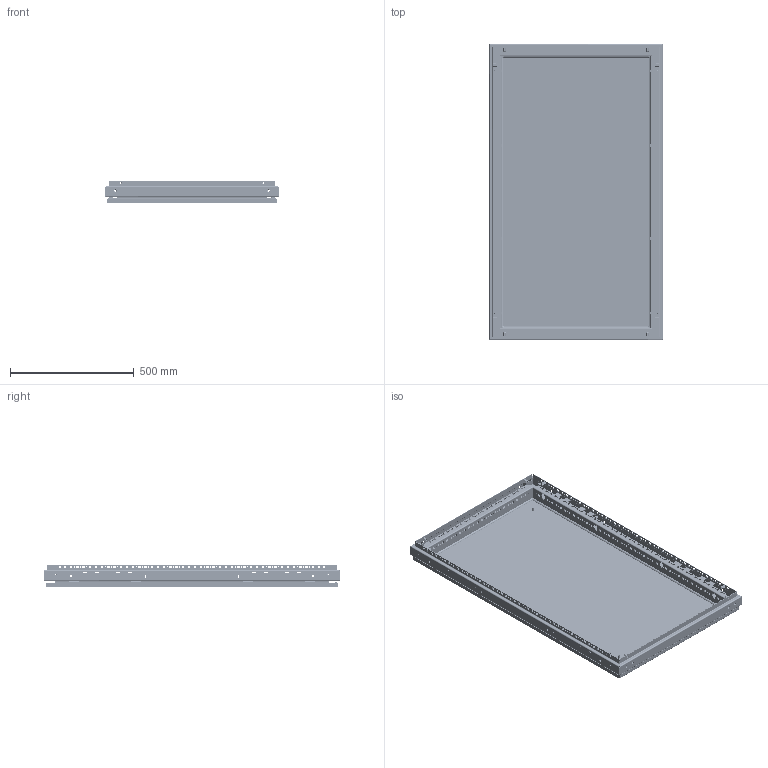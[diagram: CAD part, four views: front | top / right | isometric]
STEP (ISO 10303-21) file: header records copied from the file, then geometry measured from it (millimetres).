
FILE_DESCRIPTION (( 'STEP AP214' ), '1' );
FILE_NAME ('Ñâàðíàÿ ðàìà ñ çàäíåé ïàíåëüþ W700H1200.STEP', '2024-08-14T09:46:06', ( '' ), ( '' ), 'SwSTEP 2.0', 'SolidWorks 2021', '' );
FILE_SCHEMA (( 'AUTOMOTIVE_DESIGN' ));
Length unit declared in the file: millimetre
Products named in the file (19): Áîêîâîé ïðîôèëü1 H1200; Ãàéêà êëåòüåâàÿ DIN 88109-Ì6-(1,7-2,5)-Zn ; Áîêîâîé ïðîôèëü H1200; Ãîðèçîíòàëüíûé ïðîôèëü W700; Çàäíÿÿ ïàíåëü ÑÁ W700H1200; Çàäíÿÿ ïàíåëü W700H1200; Ãîðèçîíòàëüíûé ïðîôèëü1 W700; Áîáûøêà; Ãàñêåòèíã çàäíåé ïàíåëè W700H1200; Áîêîâîé ïðîôèëü2 H1200; Ãîðèçîíòàëüíûé ïðîôèëü2 W700; Çàêëåïêà ðåçüáîâàÿ Ì8 øåñòèãðàííàÿ ñ óìåíüøåííûì áîðòîì; Ñâàðíàÿ ðàìà W700H1200; Âèíò Ì6õ16 ìåáåëüíûé; Çàêëåïêà ðåçüáîâàÿ Ì6 øåñòèãðàííàÿ ñ óìåíüøåííûì áîðòîì; 600.000; Ñâàðíàÿ ðàìà ñ çàäíåé ïàíåëüþ W700H1200; Øïèëüêà ïðèâàðíàÿ Ì6õ16; Êðåïëåíèå çàäíåé ïàíåëè
Assembly tree (92 placements, depth 4):
  Ñâàðíàÿ ðàìà ñ çàäíåé ïàíåëüþ W700H1200
    Ñâàðíàÿ ðàìà W700H1200
      Ãîðèçîíòàëüíûé ïðîôèëü W700  x2
        Ãîðèçîíòàëüíûé ïðîôèëü1 W700
        Ãîðèçîíòàëüíûé ïðîôèëü2 W700
        600.000
        Áîáûøêà
      Áîêîâîé ïðîôèëü H1200  x2
        Áîêîâîé ïðîôèëü1 H1200
        Áîêîâîé ïðîôèëü2 H1200
      Çàêëåïêà ðåçüáîâàÿ Ì8 øåñòèãðàííàÿ ñ óìåíüøåííûì áîðòîì  x8
      Çàêëåïêà ðåçüáîâàÿ Ì6 øåñòèãðàííàÿ ñ óìåíüøåííûì áîðòîì  x26
    Çàäíÿÿ ïàíåëü ÑÁ W700H1200
      Çàäíÿÿ ïàíåëü W700H1200
      Ãàñêåòèíã çàäíåé ïàíåëè W700H1200
      Øïèëüêà ïðèâàðíàÿ Ì6õ16  x2
    Êðåïëåíèå çàäíåé ïàíåëè  x8
    Âèíò Ì6õ16 ìåáåëüíûé  x24
    Ãàéêà êëåòüåâàÿ DIN 88109-Ì6-(1,7-2,5)-Zn   x8
Bounding box: 701.2 x 1196 x 90.9 mm (x, y, z)
Volume: 3203550.6 mm3; surface area: 3622829.7 mm2
Topology: 94 solids, 94 shells, 7837 faces, 20639 edges, 13036 vertices
Faces by surface type: plane 4141, cylinder 2922, cone 472, bspline 250, torus 52
Entity records: 73155 total; most frequent: CARTESIAN_POINT 19878, ORIENTED_EDGE 10902, DIRECTION 10364, EDGE_CURVE 5451, VECTOR 4046, LINE 4046, VERTEX_POINT 3524, AXIS2_PLACEMENT_3D 3159
